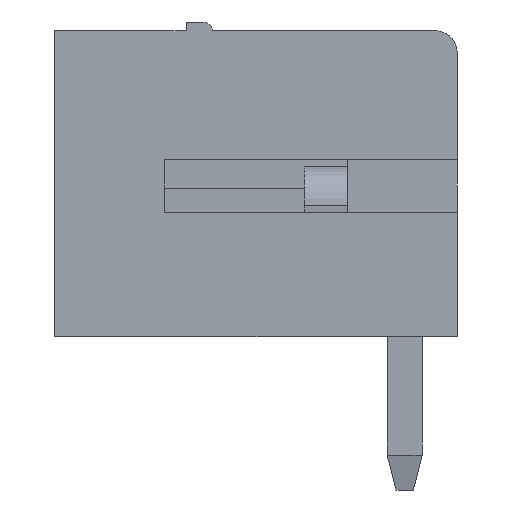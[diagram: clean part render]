
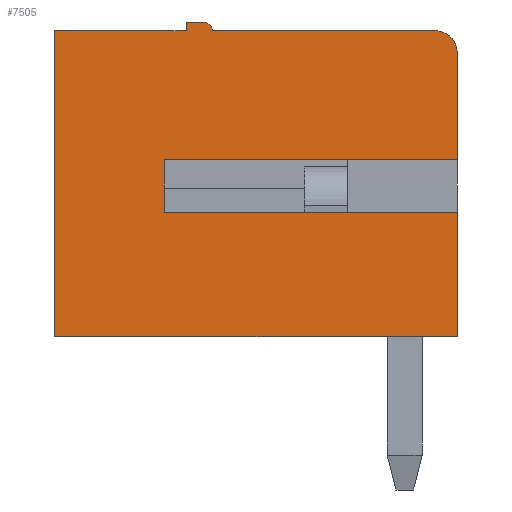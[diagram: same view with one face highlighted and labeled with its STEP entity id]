
A CAD part, left-side view. The second image highlights one B-rep face of the part: STEP entity #7505.
In plain terms, the highlighted planar face has unit normal (-1, 0, 0).
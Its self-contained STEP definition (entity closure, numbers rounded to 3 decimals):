
#274 = VERTEX_POINT('',#275);
#275 = CARTESIAN_POINT('',(14.845,-15.477,21.788));
#283 = EDGE_CURVE('',#274,#284,#286,.T.);
#284 = VERTEX_POINT('',#285);
#285 = CARTESIAN_POINT('',(14.845,-15.477,28.788));
#286 = LINE('',#287,#288);
#287 = CARTESIAN_POINT('',(14.845,-15.477,21.788));
#288 = VECTOR('',#289,1.);
#289 = DIRECTION('',(0.,0.,1.));
#1176 = EDGE_CURVE('',#284,#1177,#1179,.T.);
#1177 = VERTEX_POINT('',#1178);
#1178 = CARTESIAN_POINT('',(14.845,-18.477,28.788));
#1179 = LINE('',#1180,#1181);
#1180 = CARTESIAN_POINT('',(14.845,-15.477,28.788));
#1181 = VECTOR('',#1182,1.);
#1182 = DIRECTION('',(0.,-1.,0.));
#1207 = EDGE_CURVE('',#1177,#1208,#1210,.T.);
#1208 = VERTEX_POINT('',#1209);
#1209 = CARTESIAN_POINT('',(14.845,-18.477,28.988));
#1210 = LINE('',#1211,#1212);
#1211 = CARTESIAN_POINT('',(14.845,-18.477,28.788));
#1212 = VECTOR('',#1213,1.);
#1213 = DIRECTION('',(0.,0.,1.));
#1238 = EDGE_CURVE('',#1208,#1239,#1241,.T.);
#1239 = VERTEX_POINT('',#1240);
#1240 = CARTESIAN_POINT('',(14.845,-18.877,28.988));
#1241 = LINE('',#1242,#1243);
#1242 = CARTESIAN_POINT('',(14.845,-18.477,28.988));
#1243 = VECTOR('',#1244,1.);
#1244 = DIRECTION('',(0.,-1.,0.));
#1269 = EDGE_CURVE('',#1239,#1270,#1272,.T.);
#1270 = VERTEX_POINT('',#1271);
#1271 = CARTESIAN_POINT('',(14.845,-19.077,28.788));
#1272 = CIRCLE('',#1273,0.2);
#1273 = AXIS2_PLACEMENT_3D('',#1274,#1275,#1276);
#1274 = CARTESIAN_POINT('',(14.845,-18.877,28.788));
#1275 = DIRECTION('',(1.,0.,0.));
#1276 = DIRECTION('',(0.,0.,1.));
#1387 = VERTEX_POINT('',#1388);
#1388 = CARTESIAN_POINT('',(14.845,-24.677,28.288));
#1394 = EDGE_CURVE('',#1387,#1395,#1397,.T.);
#1395 = VERTEX_POINT('',#1396);
#1396 = CARTESIAN_POINT('',(14.845,-24.677,25.838));
#1397 = LINE('',#1398,#1399);
#1398 = CARTESIAN_POINT('',(14.845,-24.677,28.788));
#1399 = VECTOR('',#1400,1.);
#1400 = DIRECTION('',(0.,-0.,-1.));
#1419 = VERTEX_POINT('',#1420);
#1420 = CARTESIAN_POINT('',(14.845,-24.677,24.638));
#1426 = EDGE_CURVE('',#1419,#1427,#1429,.T.);
#1427 = VERTEX_POINT('',#1428);
#1428 = CARTESIAN_POINT('',(14.845,-24.677,21.788));
#1429 = LINE('',#1430,#1431);
#1430 = CARTESIAN_POINT('',(14.845,-24.677,28.788));
#1431 = VECTOR('',#1432,1.);
#1432 = DIRECTION('',(0.,-0.,-1.));
#1464 = EDGE_CURVE('',#1270,#1465,#1467,.T.);
#1465 = VERTEX_POINT('',#1466);
#1466 = CARTESIAN_POINT('',(14.845,-24.177,28.788));
#1467 = LINE('',#1468,#1469);
#1468 = CARTESIAN_POINT('',(14.845,-19.077,28.788));
#1469 = VECTOR('',#1470,1.);
#1470 = DIRECTION('',(0.,-1.,0.));
#1488 = EDGE_CURVE('',#1465,#1387,#1489,.T.);
#1489 = CIRCLE('',#1490,0.5);
#1490 = AXIS2_PLACEMENT_3D('',#1491,#1492,#1493);
#1491 = CARTESIAN_POINT('',(14.845,-24.177,28.288));
#1492 = DIRECTION('',(1.,0.,0.));
#1493 = DIRECTION('',(0.,0.,1.));
#1506 = EDGE_CURVE('',#1427,#274,#1507,.T.);
#1507 = LINE('',#1508,#1509);
#1508 = CARTESIAN_POINT('',(14.845,-24.677,21.788));
#1509 = VECTOR('',#1510,1.);
#1510 = DIRECTION('',(0.,1.,0.));
#7344 = VERTEX_POINT('',#7345);
#7345 = CARTESIAN_POINT('',(14.845,-17.977,24.638));
#7351 = EDGE_CURVE('',#7344,#1419,#7352,.T.);
#7352 = LINE('',#7353,#7354);
#7353 = CARTESIAN_POINT('',(14.845,-17.977,24.638));
#7354 = VECTOR('',#7355,1.);
#7355 = DIRECTION('',(0.,-1.,0.));
#7374 = VERTEX_POINT('',#7375);
#7375 = CARTESIAN_POINT('',(14.845,-17.977,25.838));
#7381 = EDGE_CURVE('',#7344,#7374,#7382,.T.);
#7382 = LINE('',#7383,#7384);
#7383 = CARTESIAN_POINT('',(14.845,-17.977,24.638));
#7384 = VECTOR('',#7385,1.);
#7385 = DIRECTION('',(0.,0.,1.));
#7398 = EDGE_CURVE('',#7374,#1395,#7399,.T.);
#7399 = LINE('',#7400,#7401);
#7400 = CARTESIAN_POINT('',(14.845,-17.977,25.838));
#7401 = VECTOR('',#7402,1.);
#7402 = DIRECTION('',(0.,-1.,0.));
#7505 = ADVANCED_FACE('',(#7506),#7521,.T.);
#7506 = FACE_BOUND('',#7507,.T.);
#7507 = EDGE_LOOP('',(#7508,#7509,#7510,#7511,#7512,#7513,#7514,#7515,
    #7516,#7517,#7518,#7519,#7520));
#7508 = ORIENTED_EDGE('',*,*,#7351,.F.);
#7509 = ORIENTED_EDGE('',*,*,#7381,.T.);
#7510 = ORIENTED_EDGE('',*,*,#7398,.T.);
#7511 = ORIENTED_EDGE('',*,*,#1394,.F.);
#7512 = ORIENTED_EDGE('',*,*,#1488,.F.);
#7513 = ORIENTED_EDGE('',*,*,#1464,.F.);
#7514 = ORIENTED_EDGE('',*,*,#1269,.F.);
#7515 = ORIENTED_EDGE('',*,*,#1238,.F.);
#7516 = ORIENTED_EDGE('',*,*,#1207,.F.);
#7517 = ORIENTED_EDGE('',*,*,#1176,.F.);
#7518 = ORIENTED_EDGE('',*,*,#283,.F.);
#7519 = ORIENTED_EDGE('',*,*,#1506,.F.);
#7520 = ORIENTED_EDGE('',*,*,#1426,.F.);
#7521 = PLANE('',#7522);
#7522 = AXIS2_PLACEMENT_3D('',#7523,#7524,#7525);
#7523 = CARTESIAN_POINT('',(14.845,-18.877,28.788));
#7524 = DIRECTION('',(-1.,0.,0.));
#7525 = DIRECTION('',(0.,0.,1.));
